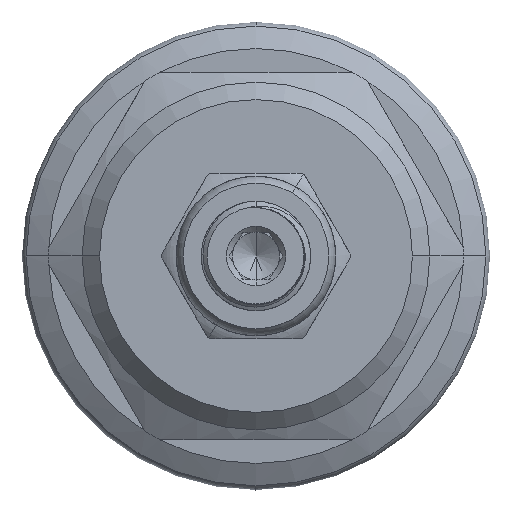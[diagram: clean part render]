
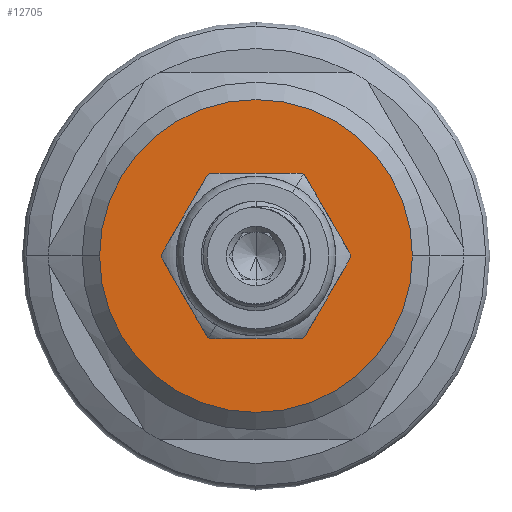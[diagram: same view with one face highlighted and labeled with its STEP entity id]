
A CAD part, left-side view. The second image highlights one B-rep face of the part: STEP entity #12705.
In plain terms, the highlighted planar face has unit normal (-1, 0, 0).
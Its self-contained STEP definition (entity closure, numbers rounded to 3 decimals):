
#413 = AXIS2_PLACEMENT_3D ( 'NONE', #16162, #16168, #16169 ) ;
#5315 = AXIS2_PLACEMENT_3D ( 'NONE', #14782, #14784, #14787 ) ;
#5379 = EDGE_CURVE ( 'NONE', #9548, #6496, #11376, .T. ) ;
#5387 = EDGE_CURVE ( 'NONE', #10389, #10032, #11365, .T. ) ;
#5437 = AXIS2_PLACEMENT_3D ( 'NONE', #11133, #11002, #10781 ) ;
#6496 = VERTEX_POINT ( 'NONE', #11700 ) ;
#6657 = CARTESIAN_POINT ( 'NONE',  ( -85.51, 0., 0. ) ) ;
#6660 = DIRECTION ( 'NONE',  ( 0., 1., 0. ) ) ;
#6678 = DIRECTION ( 'NONE',  ( 1., 0., 0. ) ) ;
#8574 = EDGE_CURVE ( 'NONE', #6496, #9548, #10867, .T. ) ;
#8846 = EDGE_CURVE ( 'NONE', #10032, #10389, #11593, .T. ) ;
#9548 = VERTEX_POINT ( 'NONE', #14619 ) ;
#9772 = FACE_BOUND ( 'NONE', #11321, .T. ) ;
#9782 = FACE_OUTER_BOUND ( 'NONE', #11304, .T. ) ;
#10032 = VERTEX_POINT ( 'NONE', #14526 ) ;
#10389 = VERTEX_POINT ( 'NONE', #14058 ) ;
#10616 = ORIENTED_EDGE ( 'NONE', *, *, #8846, .F. ) ;
#10638 = ORIENTED_EDGE ( 'NONE', *, *, #8574, .F. ) ;
#10781 = DIRECTION ( 'NONE',  ( 0., 1., 0. ) ) ;
#10839 = ORIENTED_EDGE ( 'NONE', *, *, #5387, .F. ) ;
#10867 = CIRCLE ( 'NONE', #15272, 6.875 ) ;
#11002 = DIRECTION ( 'NONE',  ( 1., 0., 0. ) ) ;
#11133 = CARTESIAN_POINT ( 'NONE',  ( -85.51, 0., 0. ) ) ;
#11304 = EDGE_LOOP ( 'NONE', ( #10839, #10616 ) ) ;
#11321 = EDGE_LOOP ( 'NONE', ( #12367, #10638 ) ) ;
#11365 = CIRCLE ( 'NONE', #5437, 13.5 ) ;
#11376 = CIRCLE ( 'NONE', #5315, 6.875 ) ;
#11593 = CIRCLE ( 'NONE', #13131, 13.5 ) ;
#11683 = DIRECTION ( 'NONE',  ( 0., 0., -1. ) ) ;
#11700 = CARTESIAN_POINT ( 'NONE',  ( -85.51, 3.438, -5.954 ) ) ;
#11935 = CARTESIAN_POINT ( 'NONE',  ( -85.51, 0., 0. ) ) ;
#11936 = DIRECTION ( 'NONE',  ( -1., 0., 0. ) ) ;
#12367 = ORIENTED_EDGE ( 'NONE', *, *, #5379, .F. ) ;
#12705 = ADVANCED_FACE ( 'NONE', ( #9772, #9782 ), #16163, .F. ) ;
#13131 = AXIS2_PLACEMENT_3D ( 'NONE', #6657, #6678, #6660 ) ;
#14058 = CARTESIAN_POINT ( 'NONE',  ( -85.51, 13.5, 0. ) ) ;
#14526 = CARTESIAN_POINT ( 'NONE',  ( -85.51, -13.5, 0. ) ) ;
#14619 = CARTESIAN_POINT ( 'NONE',  ( -85.51, -3.437, 5.954 ) ) ;
#14782 = CARTESIAN_POINT ( 'NONE',  ( -85.51, 0., 0. ) ) ;
#14784 = DIRECTION ( 'NONE',  ( -1., 0., 0. ) ) ;
#14787 = DIRECTION ( 'NONE',  ( 0., 0., -1. ) ) ;
#15272 = AXIS2_PLACEMENT_3D ( 'NONE', #11935, #11936, #11683 ) ;
#16162 = CARTESIAN_POINT ( 'NONE',  ( -85.51, 0., 0. ) ) ;
#16163 = PLANE ( 'NONE',  #413 ) ;
#16168 = DIRECTION ( 'NONE',  ( 1., 0., 0. ) ) ;
#16169 = DIRECTION ( 'NONE',  ( 0., 1., 0. ) ) ;
